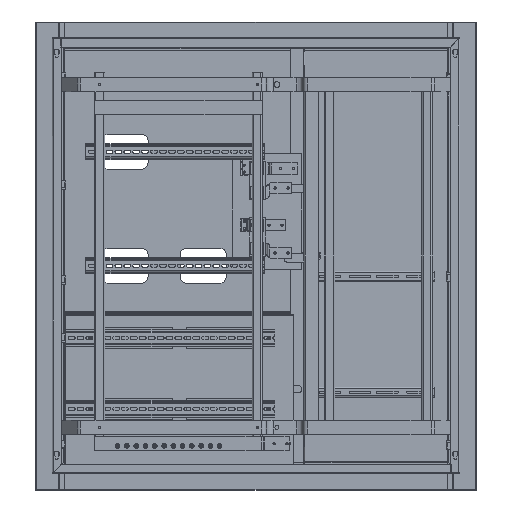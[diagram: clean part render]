
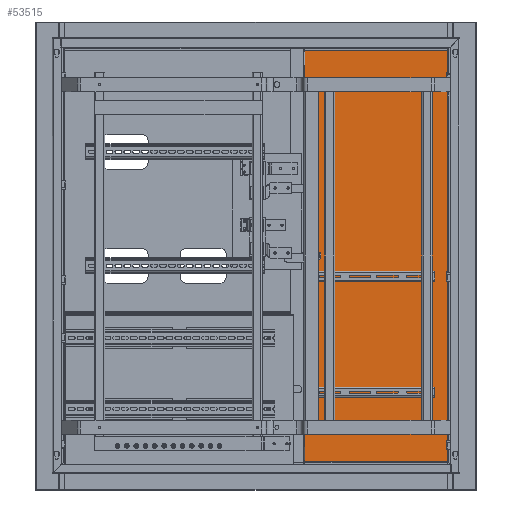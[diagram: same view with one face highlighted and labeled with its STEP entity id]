
A CAD part, left-side view. The second image highlights one B-rep face of the part: STEP entity #53515.
In plain terms, the highlighted face is planar.
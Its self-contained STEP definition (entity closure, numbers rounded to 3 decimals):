
#349 = CIRCLE ( 'NONE', #7613, 9.25 ) ;
#1032 = VERTEX_POINT ( 'NONE', #20986 ) ;
#1070 = DIRECTION ( 'NONE',  ( 1., 0., 0. ) ) ;
#2159 = EDGE_CURVE ( 'NONE', #65160, #45939, #62711, .T. ) ;
#2470 = DIRECTION ( 'NONE',  ( 0., 0., 1. ) ) ;
#4851 = DIRECTION ( 'NONE',  ( 1., 0., 0. ) ) ;
#5538 = ORIENTED_EDGE ( 'NONE', *, *, #40274, .T. ) ;
#5762 = EDGE_CURVE ( 'NONE', #1032, #61861, #16934, .T. ) ;
#6440 = VECTOR ( 'NONE', #52959, 1000. ) ;
#6446 = LINE ( 'NONE', #29715, #6440 ) ;
#7286 = VERTEX_POINT ( 'NONE', #45947 ) ;
#7613 = AXIS2_PLACEMENT_3D ( 'NONE', #13895, #2470, #26476 ) ;
#12860 = CARTESIAN_POINT ( 'NONE',  ( 161.7, 2.3, -1. ) ) ;
#13895 = CARTESIAN_POINT ( 'NONE',  ( -130.5, 451.5, -1. ) ) ;
#13993 = PLANE ( 'NONE',  #29401 ) ;
#15099 = EDGE_LOOP ( 'NONE', ( #16126, #38139, #5538, #42885 ) ) ;
#15928 = CARTESIAN_POINT ( 'NONE',  ( -161.7, 903., -1. ) ) ;
#16126 = ORIENTED_EDGE ( 'NONE', *, *, #63766, .T. ) ;
#16934 = CIRCLE ( 'NONE', #53397, 9.25 ) ;
#18588 = CARTESIAN_POINT ( 'NONE',  ( 0., 0., -1. ) ) ;
#19685 = DIRECTION ( 'NONE',  ( 0., 1., 0. ) ) ;
#19984 = ORIENTED_EDGE ( 'NONE', *, *, #28005, .F. ) ;
#20971 = DIRECTION ( 'NONE',  ( 0., -1., 0. ) ) ;
#20986 = CARTESIAN_POINT ( 'NONE',  ( -122., 455.149, -1. ) ) ;
#21349 = CARTESIAN_POINT ( 'NONE',  ( -139., 455.149, -1. ) ) ;
#21353 = EDGE_CURVE ( 'NONE', #31119, #39706, #349, .T. ) ;
#21628 = CARTESIAN_POINT ( 'NONE',  ( -161.7, 2.3, -1. ) ) ;
#22265 = ORIENTED_EDGE ( 'NONE', *, *, #64312, .F. ) ;
#26476 = DIRECTION ( 'NONE',  ( 1., 0., 0. ) ) ;
#27648 = CARTESIAN_POINT ( 'NONE',  ( 164., 900.7, -1. ) ) ;
#28005 = EDGE_CURVE ( 'NONE', #7286, #65160, #41791, .T. ) ;
#29401 = AXIS2_PLACEMENT_3D ( 'NONE', #18588, #54783, #1070 ) ;
#29715 = CARTESIAN_POINT ( 'NONE',  ( -122., 455.149, -1. ) ) ;
#29813 = CARTESIAN_POINT ( 'NONE',  ( -122., 447.851, -1. ) ) ;
#30601 = CARTESIAN_POINT ( 'NONE',  ( -139., 455.149, -1. ) ) ;
#31119 = VERTEX_POINT ( 'NONE', #73317 ) ;
#33227 = VERTEX_POINT ( 'NONE', #64201 ) ;
#38139 = ORIENTED_EDGE ( 'NONE', *, *, #21353, .T. ) ;
#39544 = LINE ( 'NONE', #15928, #63142 ) ;
#39706 = VERTEX_POINT ( 'NONE', #29813 ) ;
#40274 = EDGE_CURVE ( 'NONE', #39706, #1032, #6446, .T. ) ;
#41791 = LINE ( 'NONE', #12860, #56871 ) ;
#42885 = ORIENTED_EDGE ( 'NONE', *, *, #5762, .T. ) ;
#43335 = FACE_OUTER_BOUND ( 'NONE', #51408, .T. ) ;
#44828 = DIRECTION ( 'NONE',  ( 1., 0., 0. ) ) ;
#45939 = VERTEX_POINT ( 'NONE', #68598 ) ;
#45947 = CARTESIAN_POINT ( 'NONE',  ( 161.7, 2.3, -1. ) ) ;
#47922 = FACE_BOUND ( 'NONE', #15099, .T. ) ;
#47958 = CARTESIAN_POINT ( 'NONE',  ( 161.7, 900.7, -1. ) ) ;
#48943 = VECTOR ( 'NONE', #4851, 1000. ) ;
#50127 = VECTOR ( 'NONE', #20971, 1000. ) ;
#50517 = VECTOR ( 'NONE', #74860, 1000. ) ;
#51408 = EDGE_LOOP ( 'NONE', ( #19984, #22265, #66075, #60829 ) ) ;
#52959 = DIRECTION ( 'NONE',  ( 0., 1., 0. ) ) ;
#53397 = AXIS2_PLACEMENT_3D ( 'NONE', #55113, #56279, #44828 ) ;
#53515 = ADVANCED_FACE ( 'NONE', ( #47922, #43335 ), #13993, .F. ) ;
#54783 = DIRECTION ( 'NONE',  ( 0., 0., 1. ) ) ;
#55113 = CARTESIAN_POINT ( 'NONE',  ( -130.5, 451.5, -1. ) ) ;
#56279 = DIRECTION ( 'NONE',  ( 0., 0., 1. ) ) ;
#56871 = VECTOR ( 'NONE', #19685, 1000. ) ;
#57828 = LINE ( 'NONE', #21628, #48943 ) ;
#60829 = ORIENTED_EDGE ( 'NONE', *, *, #2159, .F. ) ;
#61861 = VERTEX_POINT ( 'NONE', #30601 ) ;
#62136 = LINE ( 'NONE', #21349, #50127 ) ;
#62711 = LINE ( 'NONE', #27648, #50517 ) ;
#63142 = VECTOR ( 'NONE', #67004, 1000. ) ;
#63766 = EDGE_CURVE ( 'NONE', #61861, #31119, #62136, .T. ) ;
#64201 = CARTESIAN_POINT ( 'NONE',  ( -161.7, 2.3, -1. ) ) ;
#64312 = EDGE_CURVE ( 'NONE', #33227, #7286, #57828, .T. ) ;
#65160 = VERTEX_POINT ( 'NONE', #47958 ) ;
#66075 = ORIENTED_EDGE ( 'NONE', *, *, #69914, .F. ) ;
#67004 = DIRECTION ( 'NONE',  ( 0., -1., 0. ) ) ;
#68598 = CARTESIAN_POINT ( 'NONE',  ( -161.7, 900.7, -1. ) ) ;
#69914 = EDGE_CURVE ( 'NONE', #45939, #33227, #39544, .T. ) ;
#73317 = CARTESIAN_POINT ( 'NONE',  ( -139., 447.851, -1. ) ) ;
#74860 = DIRECTION ( 'NONE',  ( -1., 0., 0. ) ) ;
